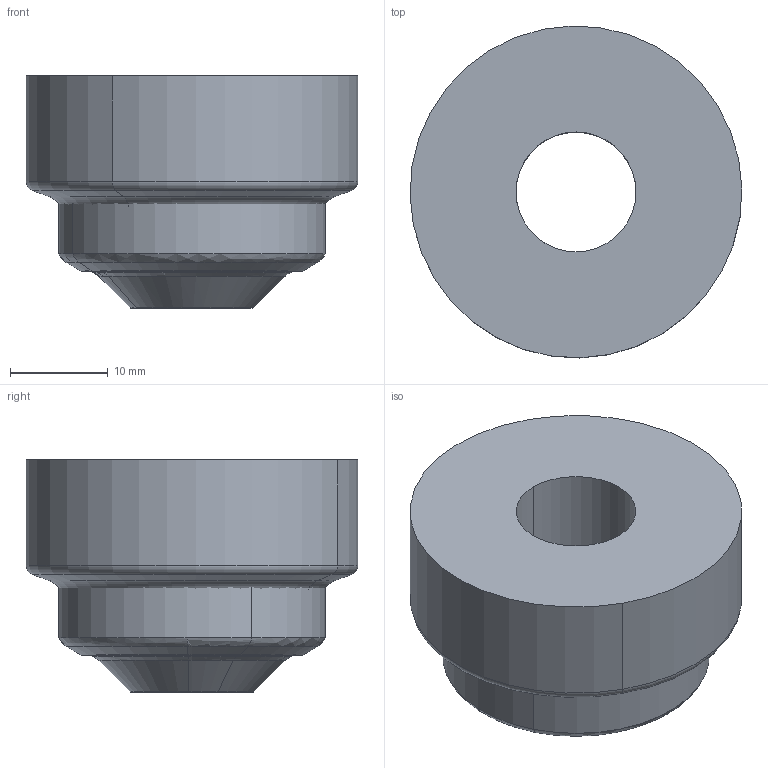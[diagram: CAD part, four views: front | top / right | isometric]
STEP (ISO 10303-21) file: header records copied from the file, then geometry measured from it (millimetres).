
FILE_DESCRIPTION((''),'2;1');
FILE_NAME('CB125R02','2016-01-22T',('goebels'),(''),'PRO/ENGINEER BY PARAMETRIC TECHNOLOGY CORPORATION, 2011490','PRO/ENGINEER BY PARAMETRIC TECHNOLOGY CORPORATION, 2011490','');
FILE_SCHEMA(('AUTOMOTIVE_DESIGN { 1 2 10303 214 0 1 1 1 }'));
Length unit declared in the file: millimetre
Products named in the file (3): CUT; NOCUT; CB125R02
Assembly tree (2 placements, depth 2):
  CB125R02
    CUT
    NOCUT
Bounding box: 33.99 x 33.99 x 23.79 mm (x, y, z)
Volume: 16888.6 mm3; surface area: 6357.6 mm2
Topology: 2 solids, 2 shells, 136 faces, 330 edges, 232 vertices
Faces by surface type: revolution 80, bspline 24, cylinder 14, plane 8, torus 6, cone 4
Entity records: 6887 total; most frequent: CARTESIAN_POINT 1679, ORIENTED_EDGE 592, DIRECTION 566, PRESENTATION_STYLE_ASSIGNMENT 522, STYLED_ITEM 386, CURVE_STYLE 384, EDGE_CURVE 296, AXIS2_PLACEMENT_3D 214
